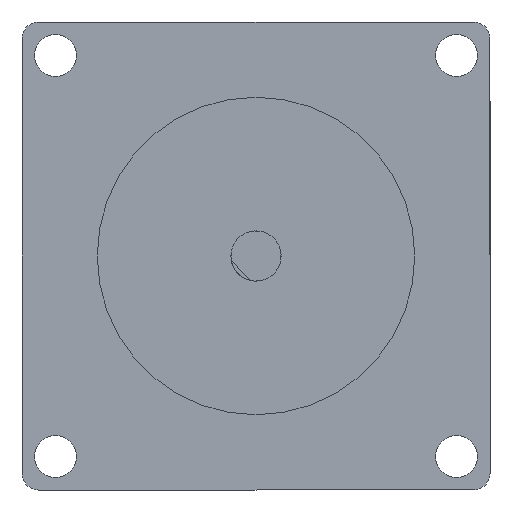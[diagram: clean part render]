
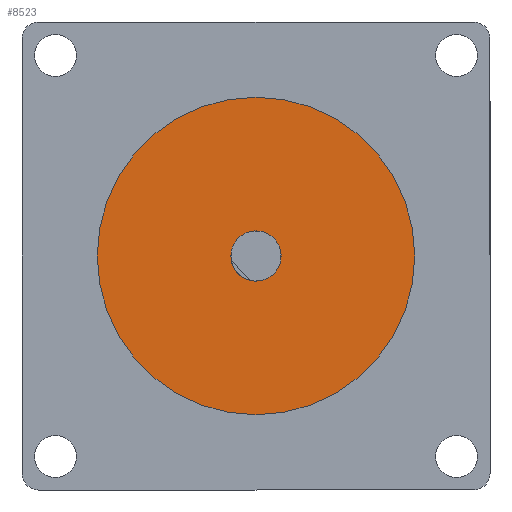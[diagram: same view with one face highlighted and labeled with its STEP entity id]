
A CAD part, left-side view. The second image highlights one B-rep face of the part: STEP entity #8523.
In plain terms, the highlighted planar face has unit normal (-1, 0, 0).
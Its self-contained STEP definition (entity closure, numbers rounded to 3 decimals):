
#1050 = DIRECTION ( 'NONE',  ( -1., 0., 0. ) ) ;
#2591 = DIRECTION ( 'NONE',  ( 0., 0., 1. ) ) ;
#3297 = VERTEX_POINT ( 'NONE', #29445 ) ;
#3431 = CARTESIAN_POINT ( 'NONE',  ( -11., 0., 0. ) ) ;
#5220 = AXIS2_PLACEMENT_3D ( 'NONE', #8515, #30402, #23357 ) ;
#7286 = VERTEX_POINT ( 'NONE', #14566 ) ;
#7515 = AXIS2_PLACEMENT_3D ( 'NONE', #15870, #20940, #23507 ) ;
#7699 = CARTESIAN_POINT ( 'NONE',  ( -11., 0., 0. ) ) ;
#8515 = CARTESIAN_POINT ( 'NONE',  ( -11., 0., 0. ) ) ;
#8523 = ADVANCED_FACE ( 'NONE', ( #20761, #24632 ), #30869, .T. ) ;
#8876 = DIRECTION ( 'NONE',  ( 0., 0., 1. ) ) ;
#9981 = EDGE_LOOP ( 'NONE', ( #13845, #13466 ) ) ;
#10741 = AXIS2_PLACEMENT_3D ( 'NONE', #7699, #24828, #2591 ) ;
#11439 = DIRECTION ( 'NONE',  ( -1., 0., 0. ) ) ;
#13466 = ORIENTED_EDGE ( 'NONE', *, *, #23156, .T. ) ;
#13845 = ORIENTED_EDGE ( 'NONE', *, *, #21204, .T. ) ;
#14566 = CARTESIAN_POINT ( 'NONE',  ( -11., 0., -3. ) ) ;
#15614 = DIRECTION ( 'NONE',  ( 0., 0., 1. ) ) ;
#15870 = CARTESIAN_POINT ( 'NONE',  ( -11., 0., 0. ) ) ;
#16715 = VERTEX_POINT ( 'NONE', #27698 ) ;
#16898 = CARTESIAN_POINT ( 'NONE',  ( -11., 0., 19. ) ) ;
#17164 = EDGE_CURVE ( 'NONE', #7286, #3297, #31095, .T. ) ;
#18674 = CARTESIAN_POINT ( 'NONE',  ( -11., 0., 0. ) ) ;
#19134 = CIRCLE ( 'NONE', #5220, 19. ) ;
#19395 = EDGE_LOOP ( 'NONE', ( #31302, #29386 ) ) ;
#20761 = FACE_BOUND ( 'NONE', #19395, .T. ) ;
#20940 = DIRECTION ( 'NONE',  ( -1., 0., 0. ) ) ;
#21204 = EDGE_CURVE ( 'NONE', #16715, #30307, #28539, .T. ) ;
#23084 = AXIS2_PLACEMENT_3D ( 'NONE', #3431, #1050, #15614 ) ;
#23156 = EDGE_CURVE ( 'NONE', #30307, #16715, #19134, .T. ) ;
#23357 = DIRECTION ( 'NONE',  ( 0., 0., 1. ) ) ;
#23507 = DIRECTION ( 'NONE',  ( 0., 0., 1. ) ) ;
#24632 = FACE_OUTER_BOUND ( 'NONE', #9981, .T. ) ;
#24828 = DIRECTION ( 'NONE',  ( -1., 0., 0. ) ) ;
#26588 = CIRCLE ( 'NONE', #27156, 3. ) ;
#27156 = AXIS2_PLACEMENT_3D ( 'NONE', #18674, #11439, #8876 ) ;
#27698 = CARTESIAN_POINT ( 'NONE',  ( -11., 0., -19. ) ) ;
#27889 = EDGE_CURVE ( 'NONE', #3297, #7286, #26588, .T. ) ;
#28539 = CIRCLE ( 'NONE', #23084, 19. ) ;
#29386 = ORIENTED_EDGE ( 'NONE', *, *, #17164, .F. ) ;
#29445 = CARTESIAN_POINT ( 'NONE',  ( -11., 0., 3. ) ) ;
#30307 = VERTEX_POINT ( 'NONE', #16898 ) ;
#30402 = DIRECTION ( 'NONE',  ( -1., 0., 0. ) ) ;
#30869 = PLANE ( 'NONE',  #7515 ) ;
#31095 = CIRCLE ( 'NONE', #10741, 3. ) ;
#31302 = ORIENTED_EDGE ( 'NONE', *, *, #27889, .F. ) ;
